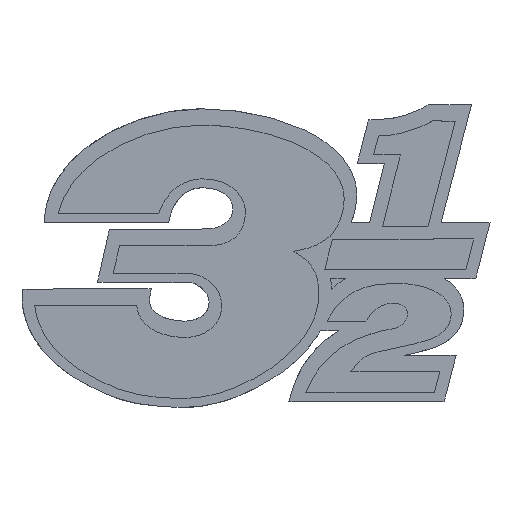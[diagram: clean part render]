
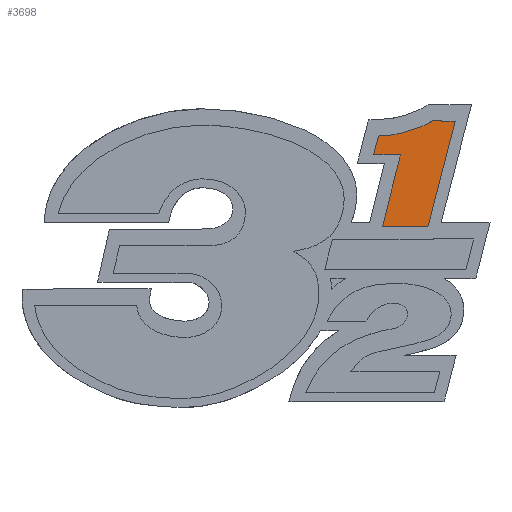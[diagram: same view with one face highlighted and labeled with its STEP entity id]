
A CAD part, top view. The second image highlights one B-rep face of the part: STEP entity #3698.
In plain terms, the highlighted planar face has unit normal (0, 0, 1).
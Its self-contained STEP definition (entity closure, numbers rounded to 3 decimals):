
#23 = EDGE_LOOP ( 'NONE', ( #3160, #3138, #3140, #3170, #3162, #3173, #2934, #3124, #2914 ) ) ;
#121 = VERTEX_POINT ( 'NONE', #1141 ) ;
#123 = VERTEX_POINT ( 'NONE', #1143 ) ;
#125 = VERTEX_POINT ( 'NONE', #1145 ) ;
#126 = VERTEX_POINT ( 'NONE', #1146 ) ;
#129 = VERTEX_POINT ( 'NONE', #1149 ) ;
#131 = VERTEX_POINT ( 'NONE', #1151 ) ;
#133 = VERTEX_POINT ( 'NONE', #1153 ) ;
#135 = VERTEX_POINT ( 'NONE', #1155 ) ;
#137 = VERTEX_POINT ( 'NONE', #1157 ) ;
#781 = AXIS2_PLACEMENT_3D ( 'NONE', #3838, #3844, #3845 ) ;
#1141 = CARTESIAN_POINT ( 'NONE',  ( 122.393, 166.611, 0. ) ) ;
#1143 = CARTESIAN_POINT ( 'NONE',  ( 126.872, 166.606, 0. ) ) ;
#1145 = CARTESIAN_POINT ( 'NONE',  ( 128.79, 166.603, 0. ) ) ;
#1146 = CARTESIAN_POINT ( 'NONE',  ( 128.326, 164.742, 0. ) ) ;
#1149 = CARTESIAN_POINT ( 'NONE',  ( 135.315, 149.618, 0. ) ) ;
#1151 = CARTESIAN_POINT ( 'NONE',  ( 141.776, 174.608, 0. ) ) ;
#1153 = CARTESIAN_POINT ( 'NONE',  ( 124.545, 149.599, 0. ) ) ;
#1155 = CARTESIAN_POINT ( 'NONE',  ( 123.541, 171.057, 0. ) ) ;
#1157 = CARTESIAN_POINT ( 'NONE',  ( 136.339, 174.655, 0. ) ) ;
#2268 = LINE ( 'NONE', #2271, #2741 ) ;
#2271 = CARTESIAN_POINT ( 'NONE',  ( 89.101, 37.778, 0. ) ) ;
#2273 = DIRECTION ( 'NONE',  ( -0.25, -0.968, 0. ) ) ;
#2320 = LINE ( 'NONE', #2321, #2753 ) ;
#2321 = CARTESIAN_POINT ( 'NONE',  ( 96.33, 149.548, 0. ) ) ;
#2322 = DIRECTION ( 'NONE',  ( 1., 0.002, 0. ) ) ;
#2323 = LINE ( 'NONE', #2324, #2754 ) ;
#2324 = CARTESIAN_POINT ( 'NONE',  ( 96.688, 166.641, 0. ) ) ;
#2325 = DIRECTION ( 'NONE',  ( 1., -0.001, 0. ) ) ;
#2343 = LINE ( 'NONE', #2363, #2762 ) ;
#2346 = CARTESIAN_POINT ( 'NONE',  ( 134.944, 173.789, 0. ) ) ;
#2360 = CARTESIAN_POINT ( 'NONE',  ( 136.339, 174.655, 0. ) ) ;
#2363 = CARTESIAN_POINT ( 'NONE',  ( 96.166, 35.949, 0. ) ) ;
#2364 = DIRECTION ( 'NONE',  ( -0.242, -0.97, 0. ) ) ;
#2366 = CARTESIAN_POINT ( 'NONE',  ( 130.24, 171.211, 0. ) ) ;
#2367 = CARTESIAN_POINT ( 'NONE',  ( 123.541, 171.057, 0. ) ) ;
#2403 = LINE ( 'NONE', #2404, #2778 ) ;
#2404 = CARTESIAN_POINT ( 'NONE',  ( 96.676, 166.638, 0. ) ) ;
#2405 = DIRECTION ( 'NONE',  ( 1., -0.001, 0. ) ) ;
#2406 = LINE ( 'NONE', #2407, #2779 ) ;
#2407 = CARTESIAN_POINT ( 'NONE',  ( 97.757, 174.994, 0. ) ) ;
#2408 = DIRECTION ( 'NONE',  ( -1., 0.009, 0. ) ) ;
#2427 = LINE ( 'NONE', #2428, #2786 ) ;
#2428 = CARTESIAN_POINT ( 'NONE',  ( 105.314, 33.587, 0. ) ) ;
#2429 = DIRECTION ( 'NONE',  ( 0.25, 0.968, 0. ) ) ;
#2448 = LINE ( 'NONE', #2449, #2793 ) ;
#2449 = CARTESIAN_POINT ( 'NONE',  ( 96.171, 35.948, 0. ) ) ;
#2450 = DIRECTION ( 'NONE',  ( -0.242, -0.97, 0. ) ) ;
#2741 = VECTOR ( 'NONE', #2273, 1000. ) ;
#2753 = VECTOR ( 'NONE', #2322, 1000. ) ;
#2754 = VECTOR ( 'NONE', #2325, 1000. ) ;
#2762 = VECTOR ( 'NONE', #2364, 1000. ) ;
#2778 = VECTOR ( 'NONE', #2405, 1000. ) ;
#2779 = VECTOR ( 'NONE', #2408, 1000. ) ;
#2786 = VECTOR ( 'NONE', #2429, 1000. ) ;
#2793 = VECTOR ( 'NONE', #2450, 1000. ) ;
#2914 = ORIENTED_EDGE ( 'NONE', *, *, #3424, .T. ) ;
#2934 = ORIENTED_EDGE ( 'NONE', *, *, #3431, .T. ) ;
#3124 = ORIENTED_EDGE ( 'NONE', *, *, #3389, .T. ) ;
#3138 = ORIENTED_EDGE ( 'NONE', *, *, #3404, .T. ) ;
#3140 = ORIENTED_EDGE ( 'NONE', *, *, #3374, .T. ) ;
#3160 = ORIENTED_EDGE ( 'NONE', *, *, #3417, .T. ) ;
#3162 = ORIENTED_EDGE ( 'NONE', *, *, #3390, .T. ) ;
#3170 = ORIENTED_EDGE ( 'NONE', *, *, #3416, .T. ) ;
#3173 = ORIENTED_EDGE ( 'NONE', *, *, #3403, .T. ) ;
#3374 = EDGE_CURVE ( 'NONE', #135, #121, #2268, .T. ) ;
#3389 = EDGE_CURVE ( 'NONE', #133, #129, #2320, .T. ) ;
#3390 = EDGE_CURVE ( 'NONE', #123, #125, #2323, .T. ) ;
#3403 = EDGE_CURVE ( 'NONE', #125, #126, #2343, .T. ) ;
#3404 = EDGE_CURVE ( 'NONE', #137, #135, #4237, .T. ) ;
#3416 = EDGE_CURVE ( 'NONE', #121, #123, #2403, .T. ) ;
#3417 = EDGE_CURVE ( 'NONE', #131, #137, #2406, .T. ) ;
#3424 = EDGE_CURVE ( 'NONE', #129, #131, #2427, .T. ) ;
#3431 = EDGE_CURVE ( 'NONE', #126, #133, #2448, .T. ) ;
#3698 = ADVANCED_FACE ( 'NONE', ( #3842 ), #3836, .T. ) ;
#3836 = PLANE ( 'NONE',  #781 ) ;
#3838 = CARTESIAN_POINT ( 'NONE',  ( 142.616, 134.043, 0. ) ) ;
#3842 = FACE_OUTER_BOUND ( 'NONE', #23, .T. ) ;
#3844 = DIRECTION ( 'NONE',  ( 0., 0., 1. ) ) ;
#3845 = DIRECTION ( 'NONE',  ( 1., 0., 0. ) ) ;
#4237 = B_SPLINE_CURVE_WITH_KNOTS ( 'NONE', 3,
 ( #2360, #2346, #2366, #2367 ),
 .UNSPECIFIED., .F., .F.,
 ( 4, 4 ),
 ( 7., 8. ),
 .UNSPECIFIED. ) ;
